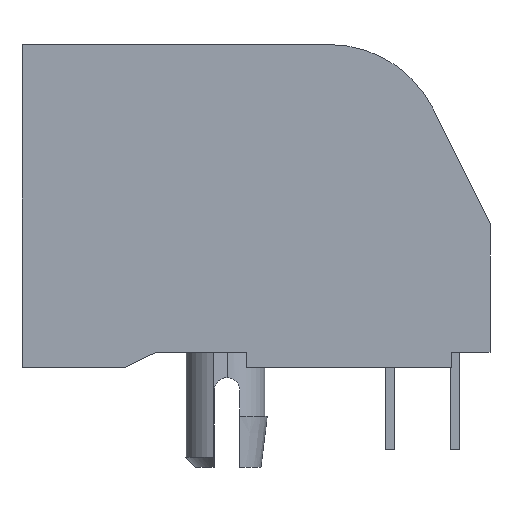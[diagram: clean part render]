
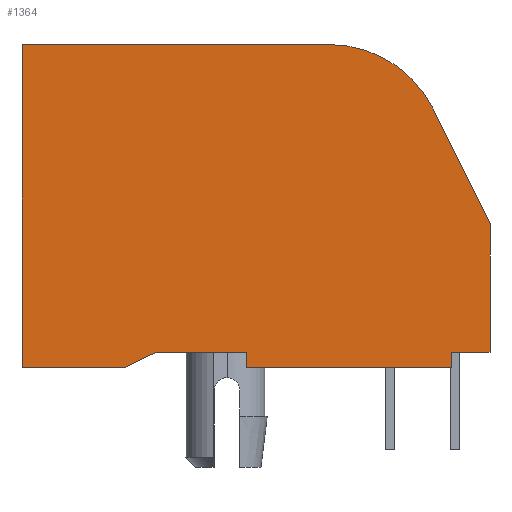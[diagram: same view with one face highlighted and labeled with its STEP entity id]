
A CAD part, front view. The second image highlights one B-rep face of the part: STEP entity #1364.
In plain terms, the highlighted planar face has unit normal (0, -1, 0).
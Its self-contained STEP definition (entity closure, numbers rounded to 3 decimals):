
#1364 = ADVANCED_FACE( '', ( #2709 ), #2710, .T. );
#2709 = FACE_OUTER_BOUND( '', #4260, .T. );
#2710 = PLANE( '', #4261 );
#4260 = EDGE_LOOP( '', ( #7926, #7927, #7928, #7929, #7930, #7931, #7932, #7933, #7934, #7935, #7936, #7937 ) );
#4261 = AXIS2_PLACEMENT_3D( '', #7938, #7939, #7940 );
#7926 = ORIENTED_EDGE( '', *, *, #10597, .T. );
#7927 = ORIENTED_EDGE( '', *, *, #10380, .T. );
#7928 = ORIENTED_EDGE( '', *, *, #9966, .T. );
#7929 = ORIENTED_EDGE( '', *, *, #9923, .T. );
#7930 = ORIENTED_EDGE( '', *, *, #9402, .T. );
#7931 = ORIENTED_EDGE( '', *, *, #10588, .F. );
#7932 = ORIENTED_EDGE( '', *, *, #10376, .T. );
#7933 = ORIENTED_EDGE( '', *, *, #9475, .T. );
#7934 = ORIENTED_EDGE( '', *, *, #9398, .T. );
#7935 = ORIENTED_EDGE( '', *, *, #10180, .T. );
#7936 = ORIENTED_EDGE( '', *, *, #10500, .T. );
#7937 = ORIENTED_EDGE( '', *, *, #10548, .T. );
#7938 = CARTESIAN_POINT( '', ( 6., -7.62, 1.787 ) );
#7939 = DIRECTION( '', ( 0., -1., 0. ) );
#7940 = DIRECTION( '', ( 0., 0., -1. ) );
#9398 = EDGE_CURVE( '', #11457, #11458, #11459, .T. );
#9402 = EDGE_CURVE( '', #11466, #11464, #11467, .T. );
#9475 = EDGE_CURVE( '', #11597, #11457, #11598, .T. );
#9923 = EDGE_CURVE( '', #12308, #11466, #12309, .T. );
#9966 = EDGE_CURVE( '', #12371, #12308, #12372, .T. );
#10180 = EDGE_CURVE( '', #11458, #12666, #12668, .T. );
#10376 = EDGE_CURVE( '', #12943, #11597, #12944, .T. );
#10380 = EDGE_CURVE( '', #12949, #12371, #12950, .T. );
#10500 = EDGE_CURVE( '', #12666, #13092, #13094, .T. );
#10548 = EDGE_CURVE( '', #13092, #13148, #13150, .T. );
#10588 = EDGE_CURVE( '', #12943, #11464, #13194, .T. );
#10597 = EDGE_CURVE( '', #13148, #12949, #13205, .T. );
#11457 = VERTEX_POINT( '', #14388 );
#11458 = VERTEX_POINT( '', #14389 );
#11459 = LINE( '', #14390, #14391 );
#11464 = VERTEX_POINT( '', #14398 );
#11466 = VERTEX_POINT( '', #14401 );
#11467 = LINE( '', #14402, #14403 );
#11597 = VERTEX_POINT( '', #14599 );
#11598 = LINE( '', #14600, #14601 );
#12308 = VERTEX_POINT( '', #15675 );
#12309 = LINE( '', #15676, #15677 );
#12371 = VERTEX_POINT( '', #15770 );
#12372 = LINE( '', #15771, #15772 );
#12666 = VERTEX_POINT( '', #16232 );
#12668 = LINE( '', #16235, #16236 );
#12943 = VERTEX_POINT( '', #16665 );
#12944 = LINE( '', #16666, #16667 );
#12949 = VERTEX_POINT( '', #16674 );
#12950 = LINE( '', #16675, #16676 );
#13092 = VERTEX_POINT( '', #16910 );
#13094 = LINE( '', #16913, #16914 );
#13148 = VERTEX_POINT( '', #16995 );
#13150 = CIRCLE( '', #16998, 4.513 );
#13194 = LINE( '', #17065, #17066 );
#13205 = LINE( '', #17080, #17081 );
#14388 = CARTESIAN_POINT( '', ( 10.76, -7.62, -5.7 ) );
#14389 = CARTESIAN_POINT( '', ( 12.26, -7.62, -5.7 ) );
#14390 = CARTESIAN_POINT( '', ( -0.74, -7.62, -5.7 ) );
#14391 = VECTOR( '', #17732, 1000. );
#14398 = CARTESIAN_POINT( '', ( 2.76, -7.62, -5.7 ) );
#14401 = CARTESIAN_POINT( '', ( -0.74, -7.62, -5.7 ) );
#14402 = CARTESIAN_POINT( '', ( -0.74, -7.62, -5.7 ) );
#14403 = VECTOR( '', #17736, 1000. );
#14599 = CARTESIAN_POINT( '', ( 10.76, -7.62, -6.3 ) );
#14600 = CARTESIAN_POINT( '', ( 10.76, -7.62, -6.3 ) );
#14601 = VECTOR( '', #17812, 1000. );
#15675 = CARTESIAN_POINT( '', ( -2., -7.62, -6.3 ) );
#15676 = CARTESIAN_POINT( '', ( -2., -7.62, -6.3 ) );
#15677 = VECTOR( '', #18208, 1000. );
#15770 = CARTESIAN_POINT( '', ( -6., -7.62, -6.3 ) );
#15771 = CARTESIAN_POINT( '', ( -6., -7.62, -6.3 ) );
#15772 = VECTOR( '', #18243, 1000. );
#16232 = CARTESIAN_POINT( '', ( 12.26, -7.62, -0.7 ) );
#16235 = CARTESIAN_POINT( '', ( 12.26, -7.62, -5.7 ) );
#16236 = VECTOR( '', #18420, 1000. );
#16665 = CARTESIAN_POINT( '', ( 2.76, -7.62, -6.3 ) );
#16666 = CARTESIAN_POINT( '', ( 2.76, -7.62, -6.3 ) );
#16667 = VECTOR( '', #18578, 1000. );
#16674 = CARTESIAN_POINT( '', ( -6., -7.62, 6.3 ) );
#16675 = CARTESIAN_POINT( '', ( -6., -7.62, 6.3 ) );
#16676 = VECTOR( '', #18581, 1000. );
#16910 = CARTESIAN_POINT( '', ( 10.047, -7.62, 3.784 ) );
#16913 = CARTESIAN_POINT( '', ( 12.26, -7.62, -0.7 ) );
#16914 = VECTOR( '', #18672, 1000. );
#16995 = CARTESIAN_POINT( '', ( 6., -7.62, 6.3 ) );
#16998 = AXIS2_PLACEMENT_3D( '', #18704, #18705, #18706 );
#17065 = CARTESIAN_POINT( '', ( 2.76, -7.62, -6.3 ) );
#17066 = VECTOR( '', #18730, 1000. );
#17080 = CARTESIAN_POINT( '', ( 6., -7.62, 6.3 ) );
#17081 = VECTOR( '', #18737, 1000. );
#17732 = DIRECTION( '', ( 1., 0., 0. ) );
#17736 = DIRECTION( '', ( 1., 0., 0. ) );
#17812 = DIRECTION( '', ( 0., 0., 1. ) );
#18208 = DIRECTION( '', ( 0.903, 0., 0.43 ) );
#18243 = DIRECTION( '', ( 1., 0., 0. ) );
#18420 = DIRECTION( '', ( 0., 0., 1. ) );
#18578 = DIRECTION( '', ( 1., 0., 0. ) );
#18581 = DIRECTION( '', ( 0., 0., -1. ) );
#18672 = DIRECTION( '', ( -0.443, 0., 0.897 ) );
#18704 = CARTESIAN_POINT( '', ( 6., -7.62, 1.787 ) );
#18705 = DIRECTION( '', ( 0., -1., 0. ) );
#18706 = DIRECTION( '', ( 1., 0., 0. ) );
#18730 = DIRECTION( '', ( 0., 0., 1. ) );
#18737 = DIRECTION( '', ( -1., 0., 0. ) );
